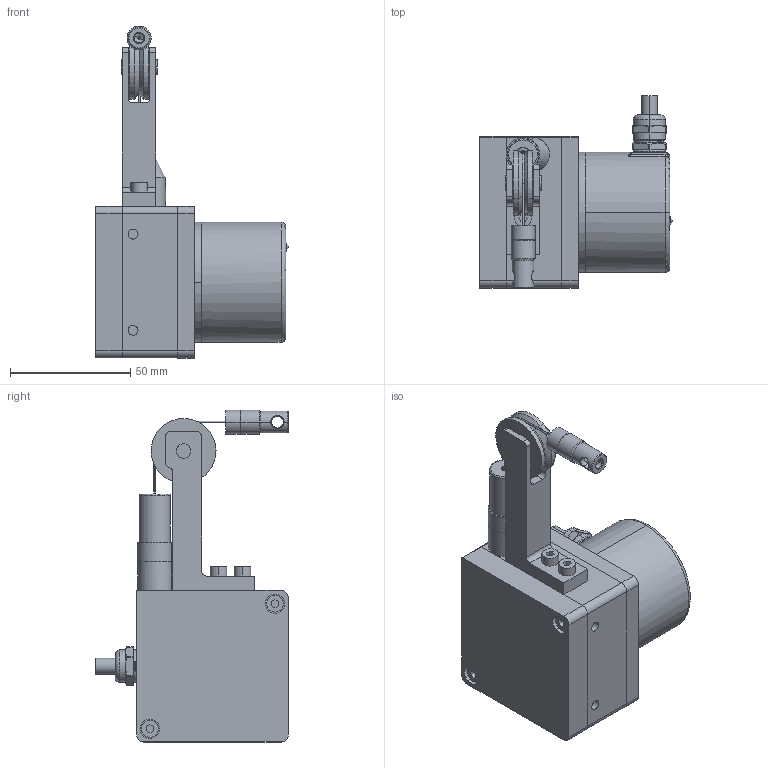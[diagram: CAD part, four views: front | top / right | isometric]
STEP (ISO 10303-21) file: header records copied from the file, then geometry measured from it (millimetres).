
FILE_DESCRIPTION(('CATIA V5 STEP Exchange'),'2;1');
FILE_NAME('FLTF63D-ASM-JSCM50.stp','2026-02-04T07:35:12+00:00',('none'),('none'),'CATIA Version 5 Release 21 GA (IN-10)','CATIA V5 STEP AP203','none');
FILE_SCHEMA(('CONFIG_CONTROL_DESIGN'));
Length unit declared in the file: millimetre
Products named in the file (5): FLTF63D_ASM; LTF63-COMPONENTS; LTF63_DXZ_A; FLTF63D_LD_ASM; LTF80-LT-ASM
Assembly tree (23 placements, depth 3):
  FLTF63D_ASM
    LTF63-COMPONENTS
      #66
    #12541
    #13122
    #13696
    #14270
    LTF63_DXZ_A
      #14699
      #15035
    #15694
    #16721
    #17014
    FLTF63D_LD_ASM
      #17126  x6
    LTF80-LT-ASM
      #17653
      #19057
    #19358
Bounding box: 80 x 80 x 138 mm (x, y, z)
Volume: 186501.1 mm3; surface area: 62162.3 mm2
Topology: 18 solids, 29 shells, 623 faces, 1612 edges, 1067 vertices
Faces by surface type: cylinder 207, bspline 172, plane 169, cone 47, torus 28
Entity records: 19201 total; most frequent: CARTESIAN_POINT 7646, ORIENTED_EDGE 2668, DIRECTION 1539, EDGE_CURVE 1440, VERTEX_POINT 957, AXIS2_PLACEMENT_3D 817, EDGE_LOOP 617, ADVANCED_FACE 543
